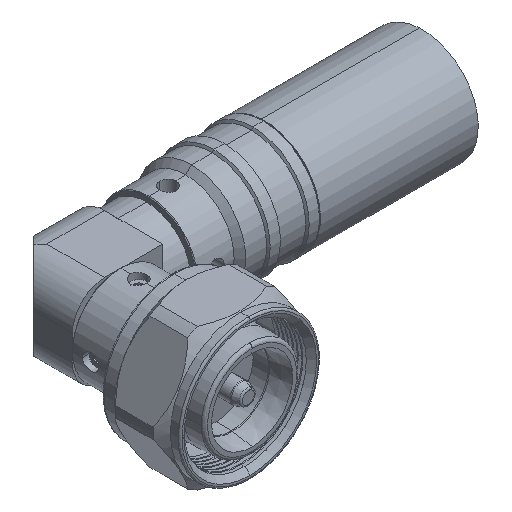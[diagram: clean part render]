
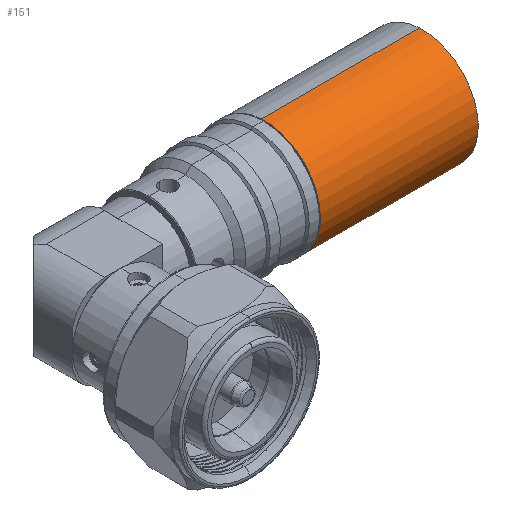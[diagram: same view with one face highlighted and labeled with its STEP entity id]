
A CAD part, isometric view. The second image highlights one B-rep face of the part: STEP entity #151.
In plain terms, the highlighted cylindrical face has radius 8.7 mm (diameter 17.4 mm), a partial arc.
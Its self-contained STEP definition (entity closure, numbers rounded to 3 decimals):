
#151 = ADVANCED_FACE ( 'NONE', ( #440 ), #3540, .T. ) ;
#309 = CARTESIAN_POINT ( 'NONE',  ( 47.5, 0., 0. ) ) ;
#343 = VERTEX_POINT ( 'NONE', #3478 ) ;
#440 = FACE_OUTER_BOUND ( 'NONE', #2894, .T. ) ;
#937 = DIRECTION ( 'NONE',  ( 0., 0.054, 0.999 ) ) ;
#1109 = CARTESIAN_POINT ( 'NONE',  ( 21.568, 0.466, 8.688 ) ) ;
#1318 = VECTOR ( 'NONE', #7147, 1000. ) ;
#1458 = AXIS2_PLACEMENT_3D ( 'NONE', #2930, #7195, #3567 ) ;
#1465 = EDGE_CURVE ( 'NONE', #343, #7600, #3963, .T. ) ;
#1620 = ORIENTED_EDGE ( 'NONE', *, *, #1465, .F. ) ;
#2291 = DIRECTION ( 'NONE',  ( 0., 0.054, 0.999 ) ) ;
#2394 = CARTESIAN_POINT ( 'NONE',  ( 47.5, 0.466, 8.688 ) ) ;
#2410 = EDGE_CURVE ( 'NONE', #4867, #7600, #5251, .T. ) ;
#2894 = EDGE_LOOP ( 'NONE', ( #4005, #5432, #6978, #1620 ) ) ;
#2897 = AXIS2_PLACEMENT_3D ( 'NONE', #309, #4603, #937 ) ;
#2908 = DIRECTION ( 'NONE',  ( -1., 0., 0. ) ) ;
#2930 = CARTESIAN_POINT ( 'NONE',  ( 23., 0., 0. ) ) ;
#3305 = CARTESIAN_POINT ( 'NONE',  ( 23., 0.466, 8.688 ) ) ;
#3478 = CARTESIAN_POINT ( 'NONE',  ( 23., -0.466, -8.688 ) ) ;
#3540 = CYLINDRICAL_SURFACE ( 'NONE', #5168, 8.7 ) ;
#3567 = DIRECTION ( 'NONE',  ( 0., 0.054, 0.999 ) ) ;
#3963 = CIRCLE ( 'NONE', #1458, 8.7 ) ;
#4005 = ORIENTED_EDGE ( 'NONE', *, *, #6918, .F. ) ;
#4071 = VERTEX_POINT ( 'NONE', #6919 ) ;
#4383 = LINE ( 'NONE', #6519, #1318 ) ;
#4592 = EDGE_CURVE ( 'NONE', #4071, #4867, #5329, .T. ) ;
#4603 = DIRECTION ( 'NONE',  ( -1., 0., 0. ) ) ;
#4867 = VERTEX_POINT ( 'NONE', #2394 ) ;
#5168 = AXIS2_PLACEMENT_3D ( 'NONE', #7765, #2908, #2291 ) ;
#5251 = LINE ( 'NONE', #1109, #6317 ) ;
#5329 = CIRCLE ( 'NONE', #2897, 8.7 ) ;
#5432 = ORIENTED_EDGE ( 'NONE', *, *, #4592, .T. ) ;
#6015 = DIRECTION ( 'NONE',  ( -1., 0., 0. ) ) ;
#6317 = VECTOR ( 'NONE', #6015, 1000. ) ;
#6519 = CARTESIAN_POINT ( 'NONE',  ( 21.568, -0.466, -8.688 ) ) ;
#6918 = EDGE_CURVE ( 'NONE', #4071, #343, #4383, .T. ) ;
#6919 = CARTESIAN_POINT ( 'NONE',  ( 47.5, -0.466, -8.688 ) ) ;
#6978 = ORIENTED_EDGE ( 'NONE', *, *, #2410, .T. ) ;
#7147 = DIRECTION ( 'NONE',  ( -1., 0., 0. ) ) ;
#7195 = DIRECTION ( 'NONE',  ( -1., 0., 0. ) ) ;
#7600 = VERTEX_POINT ( 'NONE', #3305 ) ;
#7765 = CARTESIAN_POINT ( 'NONE',  ( 21.568, 0., 0. ) ) ;
